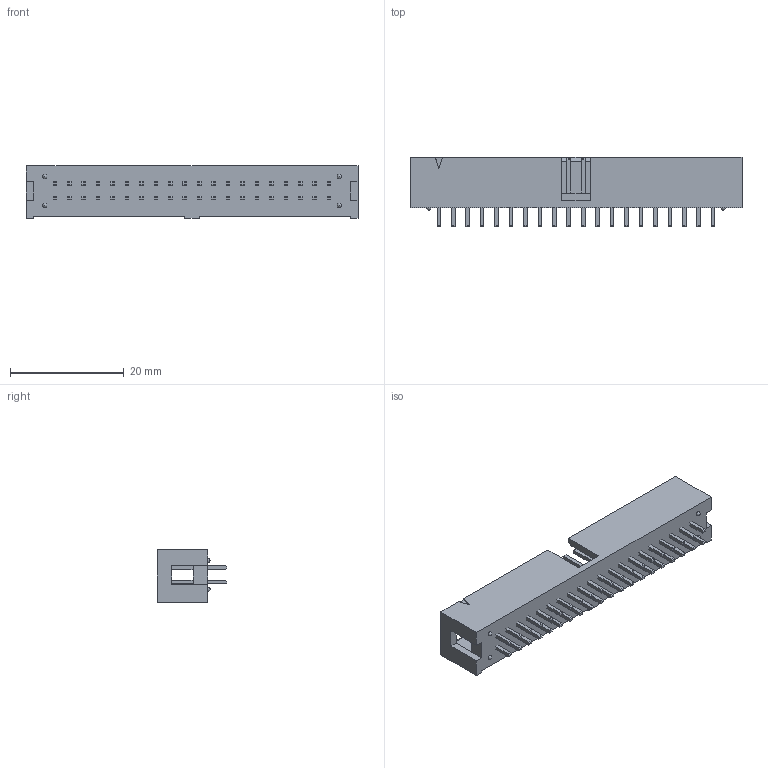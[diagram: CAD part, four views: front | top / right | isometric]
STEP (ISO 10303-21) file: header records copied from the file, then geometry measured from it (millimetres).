
FILE_DESCRIPTION( ( 'STEP AP214' ), '1' );
FILE_NAME( 'TST-120-01-L-D.stp', '2020-09-18T15:23:30', ( 'License CC BY-ND 4.0' ), ( 'CADENAS' ), ' ', 'PARTsolutions', ' ' );
FILE_SCHEMA( ( 'AUTOMOTIVE_DESIGN { 1 0 10303 214 1 1 1 1 }' ) );
Length unit declared in the file: inch
Products named in the file (4): TST-120-01-L-D; _TST-120-01-D_header; _TST-First_Position_Indicator; _T-1S6-20-01-D
Assembly tree (3 placements, depth 2):
  TST-120-01-L-D
    _TST-120-01-D_header
    _TST-First_Position_Indicator
    _T-1S6-20-01-D
Bounding box: 58.42 x 12.19 x 9.27 mm (x, y, z)
Volume: 2541.4 mm3; surface area: 4469.5 mm2
Topology: 3 solids, 3 shells, 530 faces, 1578 edges, 1050 vertices
Faces by surface type: plane 526, sphere 4
Entity records: 21640 total; most frequent: CARTESIAN_POINT 3146, ORIENTED_EDGE 3132, DIRECTION 2638, EDGE_CURVE 1566, LINE 1562, VECTOR 1562, VERTEX_POINT 1046, AXIS2_PLACEMENT_3D 538
